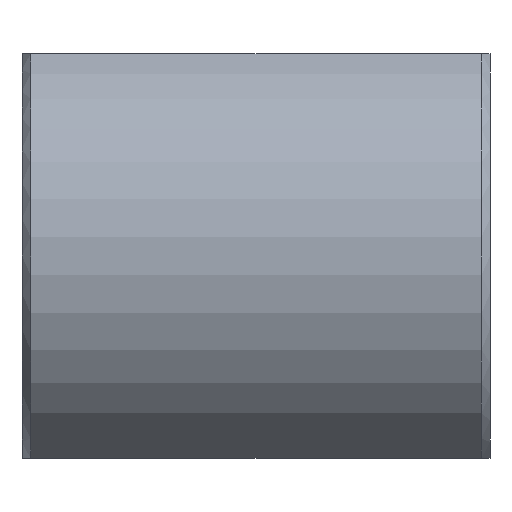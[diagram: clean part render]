
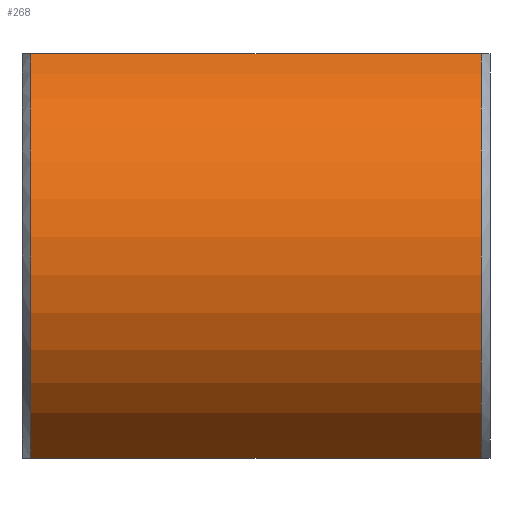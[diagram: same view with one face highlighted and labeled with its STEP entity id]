
A CAD part, front view. The second image highlights one B-rep face of the part: STEP entity #268.
In plain terms, the highlighted cylindrical face has radius 7.938 mm (diameter 15.875 mm), a partial arc.
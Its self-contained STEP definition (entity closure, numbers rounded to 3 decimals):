
#98=CARTESIAN_POINT('',(0.3,-3.473,7.137));
#99=VERTEX_POINT('',#98);
#113=CARTESIAN_POINT('',(16.21,-3.473,7.137));
#114=VERTEX_POINT('',#113);
#115=CARTESIAN_POINT('',(16.21,-3.473,7.137));
#116=DIRECTION('',(-1.0,0.0,0.0));
#117=VECTOR('',#116,15.91);
#118=LINE('',#115,#117);
#119=EDGE_CURVE('',#114,#99,#118,.T.);
#218=CARTESIAN_POINT('',(16.21,-3.473,-7.137));
#219=VERTEX_POINT('',#218);
#220=CARTESIAN_POINT('',(16.21,0.,0.0));
#221=DIRECTION('',(1.0,0.0,0.0));
#222=DIRECTION('',(0.0,-1.0,0.0));
#223=AXIS2_PLACEMENT_3D('',#220,#221,#222);
#224=CIRCLE('',#223,7.938);
#225=EDGE_CURVE('',#114,#219,#224,.T.);
#244=CARTESIAN_POINT('',(8.255,0.,0.0));
#245=DIRECTION('',(1.0,0.,0.0));
#246=DIRECTION('',(0.0,1.0,0.0));
#247=AXIS2_PLACEMENT_3D('',#244,#245,#246);
#248=CYLINDRICAL_SURFACE('',#247,7.938);
#249=ORIENTED_EDGE('',*,*,#119,.T.);
#250=CARTESIAN_POINT('',(0.3,-3.473,-7.137));
#251=VERTEX_POINT('',#250);
#252=CARTESIAN_POINT('',(0.3,0.,0.0));
#253=DIRECTION('',(-1.0,0.0,0.0));
#254=DIRECTION('',(0.0,-1.0,0.0));
#255=AXIS2_PLACEMENT_3D('',#252,#253,#254);
#256=CIRCLE('',#255,7.938);
#257=EDGE_CURVE('',#251,#99,#256,.T.);
#258=ORIENTED_EDGE('',*,*,#257,.F.);
#259=CARTESIAN_POINT('',(0.3,-3.473,-7.137));
#260=DIRECTION('',(1.0,0.0,0.0));
#261=VECTOR('',#260,15.91);
#262=LINE('',#259,#261);
#263=EDGE_CURVE('',#251,#219,#262,.T.);
#264=ORIENTED_EDGE('',*,*,#263,.T.);
#265=ORIENTED_EDGE('',*,*,#225,.F.);
#266=EDGE_LOOP('',(#249,#258,#264,#265));
#267=FACE_OUTER_BOUND('',#266,.T.);
#268=ADVANCED_FACE('',(#267),#248,.T.);
